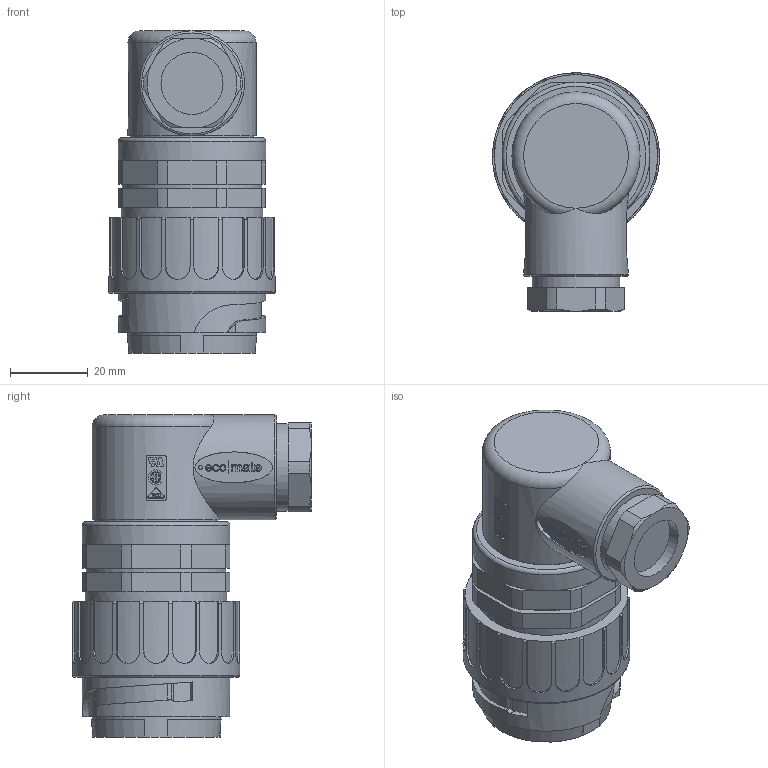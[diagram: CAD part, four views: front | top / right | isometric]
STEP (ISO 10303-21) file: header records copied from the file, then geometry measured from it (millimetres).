
FILE_DESCRIPTION(/* description */ (''),/* implementation_level */ '2;1');
FILE_NAME(/* name */ 'c016 10k014 004 2nxc001-01.stp',/* time_stamp */ '2019-02-21T14:45:15+01:00',/* author */ (''),/* organization */ (''),/* preprocessor_version */ 'ST-DEVELOPER v16.7',/* originating_system */ 'SIEMENS PLM Software NX 12.0',/* authorisation */ '');
FILE_SCHEMA (('AUTOMOTIVE_DESIGN { 1 0 10303 214 3 1 1 1 }'));
Length unit declared in the file: millimetre
Products named in the file (1): igen1F0468729lho
Bounding box: 43 x 61.5 x 83 mm (x, y, z)
Volume: 90752.9 mm3; surface area: 19064.7 mm2
Topology: 1 solids, 1 shells, 1138 faces, 3039 edges, 2010 vertices
Faces by surface type: plane 701, cylinder 256, bspline 71, extrusion 58, torus 29, cone 23
Full cylindrical faces by diameter (mm): 1 x1, 1.8 x1, 2 x1, 3.3 x11, 4.6 x7, 16 x1, 22.5 x1, 27 x1, 29.1 x1, 31.8 x1, 33 x2, 36 x1, 36.5 x1, 38 x2, 43 x1
Entity records: 38118 total; most frequent: CARTESIAN_POINT 10746, ORIENTED_EDGE 5946, DIRECTION 5169, EDGE_CURVE 2973, VECTOR 2001, VERTEX_POINT 1992, LINE 1943, AXIS2_PLACEMENT_3D 1584
